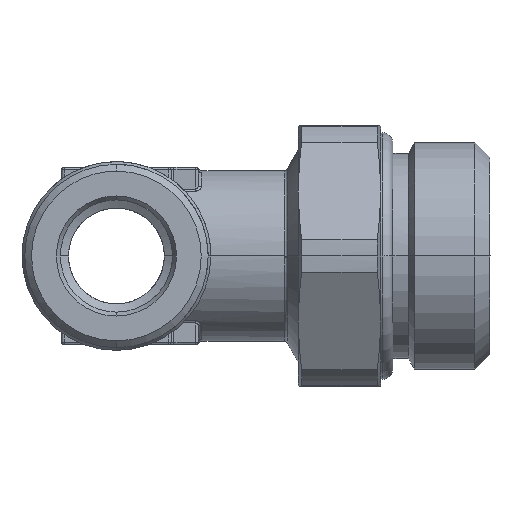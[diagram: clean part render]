
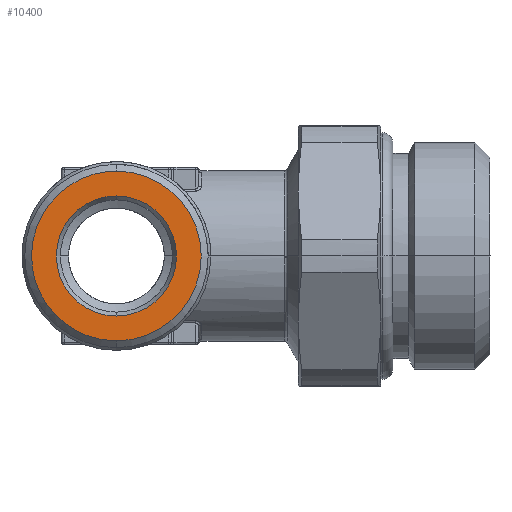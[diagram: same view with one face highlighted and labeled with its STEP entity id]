
A CAD part, left-side view. The second image highlights one B-rep face of the part: STEP entity #10400.
In plain terms, the highlighted planar face has unit normal (-1, 0, 0).
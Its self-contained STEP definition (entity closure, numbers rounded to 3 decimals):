
#10215=CARTESIAN_POINT('Vertex',(-27.7,0.,4.389)) ;
#10218=CARTESIAN_POINT('Axis2P3D Location',(-27.7,0.,0.)) ;
#10222=CARTESIAN_POINT('Vertex',(-27.7,0.,-4.389)) ;
#10243=CARTESIAN_POINT('Axis2P3D Location',(-27.7,0.,0.)) ;
#10352=CARTESIAN_POINT('Axis2P3D Location',(-27.7,0.,0.)) ;
#10358=CARTESIAN_POINT('Control Point',(-27.7,0.,-6.2)) ;
#10359=CARTESIAN_POINT('Control Point',(-27.7,0.61,-6.2)) ;
#10360=CARTESIAN_POINT('Control Point',(-27.7,1.22,-6.125)) ;
#10361=CARTESIAN_POINT('Control Point',(-27.7,1.817,-5.975)) ;
#10362=CARTESIAN_POINT('Control Point',(-27.7,2.964,-5.531)) ;
#10363=CARTESIAN_POINT('Control Point',(-27.7,3.968,-4.823)) ;
#10364=CARTESIAN_POINT('Control Point',(-27.7,4.424,-4.408)) ;
#10365=CARTESIAN_POINT('Control Point',(-27.7,5.224,-3.476)) ;
#10366=CARTESIAN_POINT('Control Point',(-27.7,5.775,-2.377)) ;
#10367=CARTESIAN_POINT('Control Point',(-27.7,5.981,-1.796)) ;
#10368=CARTESIAN_POINT('Control Point',(-27.7,6.247,-0.596)) ;
#10369=CARTESIAN_POINT('Control Point',(-27.7,6.213,0.632)) ;
#10370=CARTESIAN_POINT('Control Point',(-27.7,6.121,1.241)) ;
#10371=CARTESIAN_POINT('Control Point',(-27.7,5.788,2.424)) ;
#10372=CARTESIAN_POINT('Control Point',(-27.7,5.178,3.492)) ;
#10373=CARTESIAN_POINT('Control Point',(-27.7,4.809,3.985)) ;
#10374=CARTESIAN_POINT('Control Point',(-27.7,3.957,4.87)) ;
#10375=CARTESIAN_POINT('Control Point',(-27.7,2.915,5.523)) ;
#10376=CARTESIAN_POINT('Control Point',(-27.7,2.357,5.784)) ;
#10377=CARTESIAN_POINT('Control Point',(-27.7,1.546,6.046)) ;
#10378=CARTESIAN_POINT('Control Point',(-27.7,0.708,6.166)) ;
#10379=CARTESIAN_POINT('Control Point',(-27.7,0.472,6.189)) ;
#10380=CARTESIAN_POINT('Control Point',(-27.7,0.236,6.2)) ;
#10381=CARTESIAN_POINT('Control Point',(-27.7,0.,6.2)) ;
#10382=CARTESIAN_POINT('Vertex',(-27.7,0.,-6.2)) ;
#10384=CARTESIAN_POINT('Vertex',(-27.7,0.,6.2)) ;
#10387=CARTESIAN_POINT('Axis2P3D Location',(-27.7,0.,0.)) ;
#10219=DIRECTION('Axis2P3D Direction',(-1.,0.,0.)) ;
#10244=DIRECTION('Axis2P3D Direction',(-1.,0.,0.)) ;
#10353=DIRECTION('Axis2P3D Direction',(-1.,0.,0.)) ;
#10354=DIRECTION('Axis2P3D XDirection',(0.,0.,1.)) ;
#10388=DIRECTION('Axis2P3D Direction',(-1.,0.,0.)) ;
#10220=AXIS2_PLACEMENT_3D('Circle Axis2P3D',#10218,#10219,$) ;
#10245=AXIS2_PLACEMENT_3D('Circle Axis2P3D',#10243,#10244,$) ;
#10355=AXIS2_PLACEMENT_3D('Plane Axis2P3D',#10352,#10353,#10354) ;
#10389=AXIS2_PLACEMENT_3D('Circle Axis2P3D',#10387,#10388,$) ;
#10393=ORIENTED_EDGE('',*,*,#10386,.F.) ;
#10394=ORIENTED_EDGE('',*,*,#10391,.T.) ;
#10397=ORIENTED_EDGE('',*,*,#10247,.F.) ;
#10398=ORIENTED_EDGE('',*,*,#10224,.T.) ;
#10399=FACE_BOUND('',#10396,.T.) ;
#10400=ADVANCED_FACE('PR417B-08G38',(#10395,#10399),#10356,.T.) ;
#10357=B_SPLINE_CURVE_WITH_KNOTS('',5,(#10358,#10359,#10360,#10361,#10362,#10363,#10364,#10365,#10366,#10367,#10368,#10369,#10370,#10371,#10372,#10373,#10374,#10375,#10376,#10377,#10378,#10379,#10380,#10381),.UNSPECIFIED.,.F.,.U.,(6,3,3,3,3,3,3,6),(0.,4.313,8.625,12.938,17.251,21.564,25.876,27.544),.UNSPECIFIED.) ;
#10221=CIRCLE('generated circle',#10220,4.389) ;
#10246=CIRCLE('generated circle',#10245,4.389) ;
#10390=CIRCLE('generated circle',#10389,6.2) ;
#10224=EDGE_CURVE('',#10223,#10216,#10221,.F.) ;
#10247=EDGE_CURVE('',#10223,#10216,#10246,.T.) ;
#10386=EDGE_CURVE('',#10383,#10385,#10357,.T.) ;
#10391=EDGE_CURVE('',#10383,#10385,#10390,.T.) ;
#10392=EDGE_LOOP('',(#10393,#10394)) ;
#10396=EDGE_LOOP('',(#10397,#10398)) ;
#10395=FACE_OUTER_BOUND('',#10392,.T.) ;
#10356=PLANE('',#10355) ;
#10216=VERTEX_POINT('',#10215) ;
#10223=VERTEX_POINT('',#10222) ;
#10383=VERTEX_POINT('',#10382) ;
#10385=VERTEX_POINT('',#10384) ;
